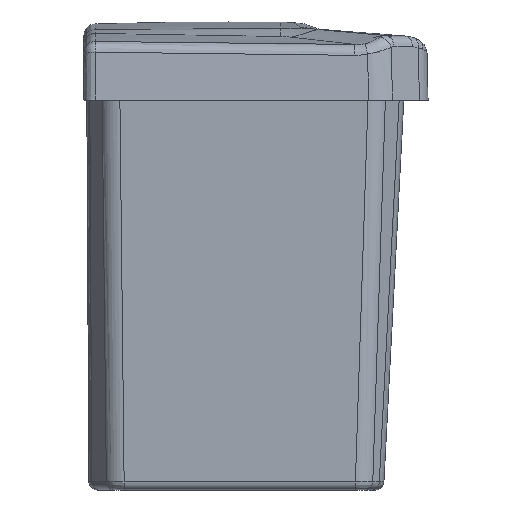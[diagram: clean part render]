
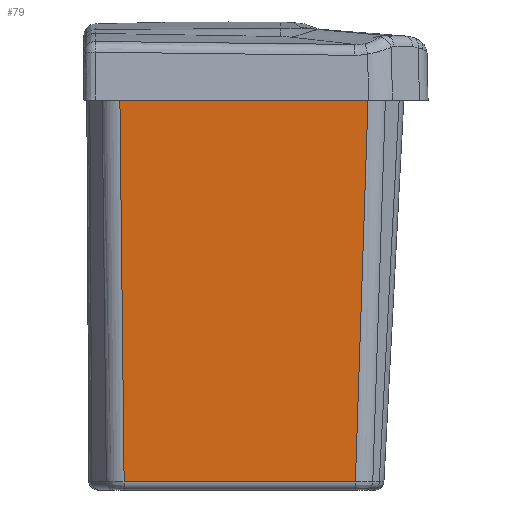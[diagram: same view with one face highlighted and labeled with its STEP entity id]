
A CAD part, left-side view. The second image highlights one B-rep face of the part: STEP entity #79.
In plain terms, the highlighted free-form (B-spline) face has degree [3, 3] with [7, 13] control points.
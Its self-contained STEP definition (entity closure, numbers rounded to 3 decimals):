
#79=ADVANCED_FACE('',(#334),#3904,.T.);
#334=FACE_OUTER_BOUND('',#597,.T.);
#597=EDGE_LOOP('',(#1063,#1064,#1065,#1066));
#1063=ORIENTED_EDGE('',*,*,#2345,.T.);
#1064=ORIENTED_EDGE('',*,*,#2322,.T.);
#1065=ORIENTED_EDGE('',*,*,#2288,.T.);
#1066=ORIENTED_EDGE('',*,*,#2321,.F.);
#2288=EDGE_CURVE('',#3586,#3585,#3239,.T.);
#2321=EDGE_CURVE('',#3649,#3585,#2859,.T.);
#2322=EDGE_CURVE('',#3650,#3586,#2860,.T.);
#2345=EDGE_CURVE('',#3649,#3650,#2882,.T.);
#2859=(
BOUNDED_CURVE()
B_SPLINE_CURVE(1,(#8354,#8355),.UNSPECIFIED.,.F.,.F.)
B_SPLINE_CURVE_WITH_KNOTS((2,2),(-270.484,-9.91),
 .UNSPECIFIED.)
CURVE()
GEOMETRIC_REPRESENTATION_ITEM()
RATIONAL_B_SPLINE_CURVE((1.,1.))
REPRESENTATION_ITEM('')
);
#2860=(
BOUNDED_CURVE()
B_SPLINE_CURVE(1,(#8356,#8357),.UNSPECIFIED.,.F.,.F.)
B_SPLINE_CURVE_WITH_KNOTS((2,2),(-267.779,-7.074),
 .UNSPECIFIED.)
CURVE()
GEOMETRIC_REPRESENTATION_ITEM()
RATIONAL_B_SPLINE_CURVE((1.,1.))
REPRESENTATION_ITEM('')
);
#2882=(
BOUNDED_CURVE()
B_SPLINE_CURVE(1,(#8465,#8466),.UNSPECIFIED.,.F.,.F.)
B_SPLINE_CURVE_WITH_KNOTS((2,2),(-0.064,161.238),
 .UNSPECIFIED.)
CURVE()
GEOMETRIC_REPRESENTATION_ITEM()
RATIONAL_B_SPLINE_CURVE((1.,1.))
REPRESENTATION_ITEM('')
);
#3239=B_SPLINE_CURVE_WITH_KNOTS('',3,(#8211,#8212,#8213,#8214,#8215,#8216,
#8217),.UNSPECIFIED.,.F.,.F.,(4,3,4),(46.482,84.526,
219.682),.UNSPECIFIED.);
#3585=VERTEX_POINT('',#7210);
#3586=VERTEX_POINT('',#7211);
#3649=VERTEX_POINT('',#7274);
#3650=VERTEX_POINT('',#7275);
#3904=B_SPLINE_SURFACE_WITH_KNOTS('',3,3,((#5711,#5712,#5713,#5714,#5715,
#5716,#5717,#5718,#5719,#5720,#5721,#5722,#5723),(#5724,#5725,#5726,#5727,
#5728,#5729,#5730,#5731,#5732,#5733,#5734,#5735,#5736),(#5737,#5738,#5739,
#5740,#5741,#5742,#5743,#5744,#5745,#5746,#5747,#5748,#5749),(#5750,#5751,
#5752,#5753,#5754,#5755,#5756,#5757,#5758,#5759,#5760,#5761,#5762),(#5763,
#5764,#5765,#5766,#5767,#5768,#5769,#5770,#5771,#5772,#5773,#5774,#5775),
(#5776,#5777,#5778,#5779,#5780,#5781,#5782,#5783,#5784,#5785,#5786,#5787,
#5788),(#5789,#5790,#5791,#5792,#5793,#5794,#5795,#5796,#5797,#5798,#5799,
#5800,#5801)),.UNSPECIFIED.,.F.,.F.,.F.,(4,3,4),(4,3,3,3,4),(0.,276.703,
284.504),(40.04,84.526,224.726,235.292,
251.569),.UNSPECIFIED.);
#5711=CARTESIAN_POINT('',(-237.439,-189.129,0.));
#5712=CARTESIAN_POINT('',(-237.439,-175.914,0.));
#5713=CARTESIAN_POINT('',(-237.439,-162.699,0.));
#5714=CARTESIAN_POINT('',(-237.439,-149.484,0.));
#5715=CARTESIAN_POINT('',(-237.439,-107.836,0.));
#5716=CARTESIAN_POINT('',(-237.439,-66.188,0.));
#5717=CARTESIAN_POINT('',(-237.439,-24.54,0.));
#5718=CARTESIAN_POINT('',(-237.439,-21.402,0.));
#5719=CARTESIAN_POINT('',(-237.439,-18.263,0.));
#5720=CARTESIAN_POINT('',(-237.439,-15.124,0.));
#5721=CARTESIAN_POINT('',(-237.439,-10.289,0.));
#5722=CARTESIAN_POINT('',(-237.439,-5.454,0.));
#5723=CARTESIAN_POINT('',(-237.439,-0.619,0.));
#5724=CARTESIAN_POINT('',(-240.353,-194.31,91.949));
#5725=CARTESIAN_POINT('',(-240.353,-180.557,91.949));
#5726=CARTESIAN_POINT('',(-240.353,-166.805,91.949));
#5727=CARTESIAN_POINT('',(-240.353,-153.052,91.949));
#5728=CARTESIAN_POINT('',(-240.353,-109.709,91.949));
#5729=CARTESIAN_POINT('',(-240.353,-66.366,91.949));
#5730=CARTESIAN_POINT('',(-240.353,-23.022,91.949));
#5731=CARTESIAN_POINT('',(-240.353,-19.756,91.949));
#5732=CARTESIAN_POINT('',(-240.353,-16.49,91.949));
#5733=CARTESIAN_POINT('',(-240.353,-13.223,91.949));
#5734=CARTESIAN_POINT('',(-240.353,-8.191,91.949));
#5735=CARTESIAN_POINT('',(-240.353,-3.159,91.949));
#5736=CARTESIAN_POINT('',(-240.353,1.873,91.949));
#5737=CARTESIAN_POINT('',(-243.268,-199.492,183.898));
#5738=CARTESIAN_POINT('',(-243.268,-185.201,183.898));
#5739=CARTESIAN_POINT('',(-243.268,-170.91,183.898));
#5740=CARTESIAN_POINT('',(-243.268,-156.62,183.898));
#5741=CARTESIAN_POINT('',(-243.268,-111.581,183.898));
#5742=CARTESIAN_POINT('',(-243.268,-66.543,183.898));
#5743=CARTESIAN_POINT('',(-243.268,-21.505,183.898));
#5744=CARTESIAN_POINT('',(-243.268,-18.11,183.898));
#5745=CARTESIAN_POINT('',(-243.268,-14.716,183.898));
#5746=CARTESIAN_POINT('',(-243.268,-11.322,183.898));
#5747=CARTESIAN_POINT('',(-243.268,-6.093,183.898));
#5748=CARTESIAN_POINT('',(-243.268,-0.864,183.898));
#5749=CARTESIAN_POINT('',(-243.268,4.364,183.898));
#5750=CARTESIAN_POINT('',(-246.182,-204.673,275.848));
#5751=CARTESIAN_POINT('',(-246.182,-189.845,275.848));
#5752=CARTESIAN_POINT('',(-246.182,-175.016,275.848));
#5753=CARTESIAN_POINT('',(-246.182,-160.188,275.848));
#5754=CARTESIAN_POINT('',(-246.182,-113.454,275.848));
#5755=CARTESIAN_POINT('',(-246.182,-66.72,275.848));
#5756=CARTESIAN_POINT('',(-246.182,-19.987,275.848));
#5757=CARTESIAN_POINT('',(-246.182,-16.465,275.848));
#5758=CARTESIAN_POINT('',(-246.182,-12.943,275.848));
#5759=CARTESIAN_POINT('',(-246.182,-9.421,275.848));
#5760=CARTESIAN_POINT('',(-246.182,-3.995,275.848));
#5761=CARTESIAN_POINT('',(-246.182,1.43,275.848));
#5762=CARTESIAN_POINT('',(-246.182,6.856,275.848));
#5763=CARTESIAN_POINT('',(-246.264,-204.819,278.44));
#5764=CARTESIAN_POINT('',(-246.264,-189.975,278.44));
#5765=CARTESIAN_POINT('',(-246.264,-175.132,278.44));
#5766=CARTESIAN_POINT('',(-246.264,-160.288,278.44));
#5767=CARTESIAN_POINT('',(-246.264,-113.507,278.44));
#5768=CARTESIAN_POINT('',(-246.264,-66.725,278.44));
#5769=CARTESIAN_POINT('',(-246.264,-19.944,278.44));
#5770=CARTESIAN_POINT('',(-246.264,-16.418,278.44));
#5771=CARTESIAN_POINT('',(-246.264,-12.893,278.44));
#5772=CARTESIAN_POINT('',(-246.264,-9.367,278.44));
#5773=CARTESIAN_POINT('',(-246.264,-3.936,278.44));
#5774=CARTESIAN_POINT('',(-246.264,1.495,278.44));
#5775=CARTESIAN_POINT('',(-246.264,6.926,278.44));
#5776=CARTESIAN_POINT('',(-246.346,-204.965,281.033));
#5777=CARTESIAN_POINT('',(-246.346,-190.106,281.033));
#5778=CARTESIAN_POINT('',(-246.346,-175.248,281.033));
#5779=CARTESIAN_POINT('',(-246.346,-160.389,281.033));
#5780=CARTESIAN_POINT('',(-246.346,-113.56,281.033));
#5781=CARTESIAN_POINT('',(-246.346,-66.73,281.033));
#5782=CARTESIAN_POINT('',(-246.346,-19.901,281.033));
#5783=CARTESIAN_POINT('',(-246.346,-16.372,281.033));
#5784=CARTESIAN_POINT('',(-246.346,-12.843,281.033));
#5785=CARTESIAN_POINT('',(-246.346,-9.314,281.033));
#5786=CARTESIAN_POINT('',(-246.346,-3.877,281.033));
#5787=CARTESIAN_POINT('',(-246.346,1.56,281.033));
#5788=CARTESIAN_POINT('',(-246.346,6.996,281.033));
#5789=CARTESIAN_POINT('',(-246.429,-205.111,283.625));
#5790=CARTESIAN_POINT('',(-246.429,-190.237,283.625));
#5791=CARTESIAN_POINT('',(-246.429,-175.363,283.625));
#5792=CARTESIAN_POINT('',(-246.429,-160.489,283.625));
#5793=CARTESIAN_POINT('',(-246.429,-113.612,283.625));
#5794=CARTESIAN_POINT('',(-246.429,-66.735,283.625));
#5795=CARTESIAN_POINT('',(-246.429,-19.858,283.625));
#5796=CARTESIAN_POINT('',(-246.429,-16.326,283.625));
#5797=CARTESIAN_POINT('',(-246.429,-12.793,283.625));
#5798=CARTESIAN_POINT('',(-246.429,-9.26,283.625));
#5799=CARTESIAN_POINT('',(-246.429,-3.818,283.625));
#5800=CARTESIAN_POINT('',(-246.429,1.624,283.625));
#5801=CARTESIAN_POINT('',(-246.429,7.067,283.625));
#7210=CARTESIAN_POINT('',(-246.182,-25.032,275.848));
#7211=CARTESIAN_POINT('',(-246.182,-198.231,275.848));
#7274=CARTESIAN_POINT('',(-237.623,-28.018,5.81));
#7275=CARTESIAN_POINT('',(-237.623,-189.32,5.81));
#8211=CARTESIAN_POINT('',(-246.182,-198.231,275.848));
#8212=CARTESIAN_POINT('',(-246.182,-185.55,275.848));
#8213=CARTESIAN_POINT('',(-246.182,-172.869,275.848));
#8214=CARTESIAN_POINT('',(-246.182,-160.187,275.848));
#8215=CARTESIAN_POINT('',(-246.182,-115.135,275.848));
#8216=CARTESIAN_POINT('',(-246.182,-70.084,275.848));
#8217=CARTESIAN_POINT('',(-246.182,-25.032,275.848));
#8354=CARTESIAN_POINT('',(-237.623,-28.018,5.81));
#8355=CARTESIAN_POINT('',(-246.182,-25.032,275.848));
#8356=CARTESIAN_POINT('',(-237.623,-189.32,5.81));
#8357=CARTESIAN_POINT('',(-246.182,-198.231,275.848));
#8465=CARTESIAN_POINT('',(-237.623,-28.018,5.81));
#8466=CARTESIAN_POINT('',(-237.623,-189.32,5.81));
